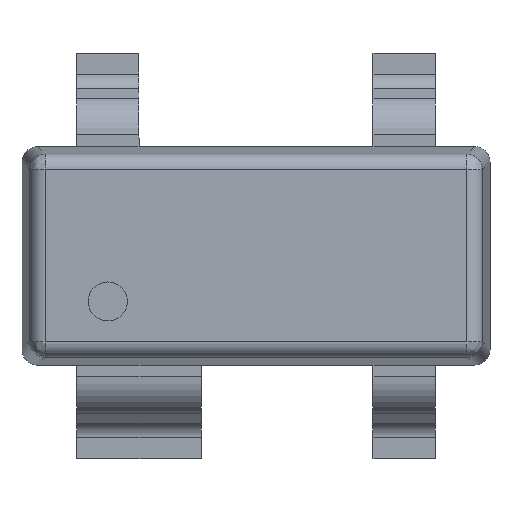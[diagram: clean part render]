
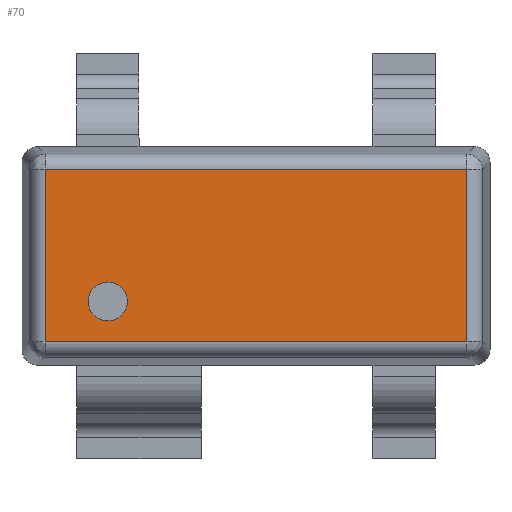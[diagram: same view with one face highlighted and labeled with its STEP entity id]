
A CAD part, top view. The second image highlights one B-rep face of the part: STEP entity #70.
In plain terms, the highlighted planar face has unit normal (0, 0, 1).
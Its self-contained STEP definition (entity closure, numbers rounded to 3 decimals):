
#70=ADVANCED_FACE('',(#875,#877),#879,.T.);
#875=FACE_BOUND('',#876,.T.);
#876=EDGE_LOOP('',(#1632,#1633,#1634,#1635));
#877=FACE_BOUND('',#878,.T.);
#878=EDGE_LOOP('',(#1636));
#879=PLANE('',#880);
#880=AXIS2_PLACEMENT_3D('',#881,#882,#883);
#881=CARTESIAN_POINT('',(0.,0.,1.2));
#882=DIRECTION('',(0.,0.,1.));
#883=DIRECTION('',(1.,0.,0.));
#1632=ORIENTED_EDGE('',*,*,#2074,.T.);
#1633=ORIENTED_EDGE('',*,*,#2075,.T.);
#1634=ORIENTED_EDGE('',*,*,#2076,.T.);
#1635=ORIENTED_EDGE('',*,*,#2077,.T.);
#1636=ORIENTED_EDGE('',*,*,#2073,.F.);
#2073=EDGE_CURVE('',#2302,#2302,#2303,.T.);
#2074=EDGE_CURVE('',#2304,#2305,#2306,.T.);
#2075=EDGE_CURVE('',#2305,#2307,#2308,.T.);
#2076=EDGE_CURVE('',#2307,#2309,#2310,.T.);
#2077=EDGE_CURVE('',#2309,#2304,#2311,.T.);
#2302=VERTEX_POINT('',#2692);
#2303=CIRCLE('',#2693,0.125);
#2304=VERTEX_POINT('',#2697);
#2305=VERTEX_POINT('',#2698);
#2306=LINE('',#2699,#2700);
#2307=VERTEX_POINT('',#2702);
#2308=LINE('',#2703,#2704);
#2309=VERTEX_POINT('',#2706);
#2310=LINE('',#2707,#2708);
#2311=LINE('',#2710,#2711);
#2692=CARTESIAN_POINT('',(-0.075,0.907,1.2));
#2693=AXIS2_PLACEMENT_3D('',#2694,#2695,#2696);
#2694=CARTESIAN_POINT('',(-0.2,0.907,1.2));
#2695=DIRECTION('',(0.,0.,1.));
#2696=DIRECTION('',(1.,0.,0.));
#2697=CARTESIAN_POINT('',(2.101,1.751,1.2));
#2698=CARTESIAN_POINT('',(-0.601,1.751,1.2));
#2699=CARTESIAN_POINT('',(2.101,1.751,1.2));
#2700=VECTOR('',#2701,1.);
#2701=DIRECTION('',(-1.,0.,0.));
#2702=CARTESIAN_POINT('',(-0.601,0.649,1.2));
#2703=CARTESIAN_POINT('',(-0.601,1.751,1.2));
#2704=VECTOR('',#2705,1.);
#2705=DIRECTION('',(0.,-1.,0.));
#2706=CARTESIAN_POINT('',(2.101,0.649,1.2));
#2707=CARTESIAN_POINT('',(-0.601,0.649,1.2));
#2708=VECTOR('',#2709,1.);
#2709=DIRECTION('',(1.,0.,0.));
#2710=CARTESIAN_POINT('',(2.101,0.649,1.2));
#2711=VECTOR('',#2712,1.);
#2712=DIRECTION('',(0.,1.,0.));
